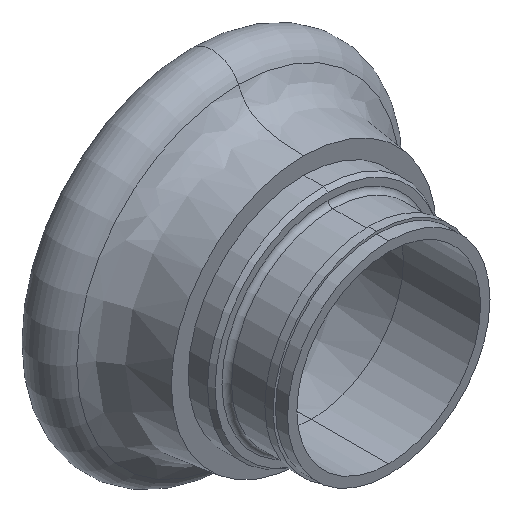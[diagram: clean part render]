
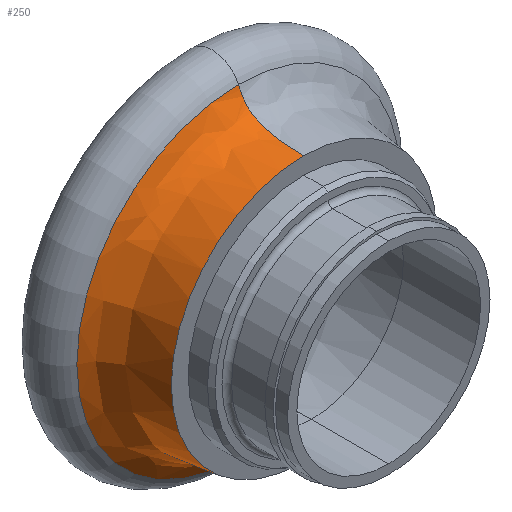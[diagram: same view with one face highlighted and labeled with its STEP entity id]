
A CAD part, isometric view. The second image highlights one B-rep face of the part: STEP entity #250.
In plain terms, the highlighted free-form (B-spline) face has degree [3, 3] with [4, 4] control points.
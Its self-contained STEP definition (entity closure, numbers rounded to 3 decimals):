
#3 = VERTEX_POINT ( 'NONE', #435 ) ;
#18 = AXIS2_PLACEMENT_3D ( 'NONE', #164, #624, #290 ) ;
#50 = CARTESIAN_POINT ( 'NONE',  ( -55., 5., 27.5 ) ) ;
#54 = VERTEX_POINT ( 'NONE', #678 ) ;
#84 = DIRECTION ( 'NONE',  ( 0., 1., 0. ) ) ;
#93 = EDGE_CURVE ( 'NONE', #314, #3, #98, .T. ) ;
#98 = CIRCLE ( 'NONE', #18, 27.5 ) ;
#108 = B_SPLINE_CURVE_WITH_KNOTS ( 'NONE', 3,
 ( #165, #680, #513, #296 ),
 .UNSPECIFIED., .F., .F.,
 ( 4, 4 ),
 ( 0., 1. ),
 .UNSPECIFIED. ) ;
#115 = CARTESIAN_POINT ( 'NONE',  ( 0., 5., 27.5 ) ) ;
#117 = CARTESIAN_POINT ( 'NONE',  ( -55., 5., -27.5 ) ) ;
#131 = CIRCLE ( 'NONE', #298, 33.536 ) ;
#140 = ORIENTED_EDGE ( 'NONE', *, *, #640, .T. ) ;
#164 = CARTESIAN_POINT ( 'NONE',  ( 0., 5., 0. ) ) ;
#165 = CARTESIAN_POINT ( 'NONE',  ( 0., 5., 27.5 ) ) ;
#187 = CARTESIAN_POINT ( 'NONE',  ( 0., 16.671, -27.5 ) ) ;
#191 = CARTESIAN_POINT ( 'NONE',  ( 0., 5., -27.5 ) ) ;
#196 = EDGE_CURVE ( 'NONE', #314, #54, #400, .T. ) ;
#204 = FACE_OUTER_BOUND ( 'NONE', #285, .T. ) ;
#234 = CARTESIAN_POINT ( 'NONE',  ( 0., 18.562, 33.536 ) ) ;
#243 = ORIENTED_EDGE ( 'NONE', *, *, #196, .F. ) ;
#250 = ADVANCED_FACE ( 'NONE', ( #204 ), #278, .F. ) ;
#251 = CARTESIAN_POINT ( 'NONE',  ( 0., 17.566, -31.4 ) ) ;
#278 =( BOUNDED_SURFACE ( )  B_SPLINE_SURFACE ( 3, 3, ( 
 ( #362, #117, #50, #115 ),
 ( #187, #633, #701, #521 ),
 ( #251, #637, #417, #466 ),
 ( #698, #365, #297, #308 ) ),
 .UNSPECIFIED., .F., .F., .T. ) 
 B_SPLINE_SURFACE_WITH_KNOTS ( ( 4, 4 ),
 ( 4, 4 ),
 ( 0., 1. ),
 ( 0., 1. ),
 .UNSPECIFIED. ) 
 GEOMETRIC_REPRESENTATION_ITEM ( )  RATIONAL_B_SPLINE_SURFACE ( (
 ( 1., 0.333, 0.333, 1.),
 ( 1., 0.333, 0.333, 1.),
 ( 1., 0.333, 0.333, 1.),
 ( 1., 0.333, 0.333, 1.) ) ) 
 REPRESENTATION_ITEM ( '' )  SURFACE ( )  );
#285 = EDGE_LOOP ( 'NONE', ( #725, #140, #295, #243 ) ) ;
#290 = DIRECTION ( 'NONE',  ( 0., 0., 1. ) ) ;
#295 = ORIENTED_EDGE ( 'NONE', *, *, #450, .F. ) ;
#296 = CARTESIAN_POINT ( 'NONE',  ( 0., 18.562, 33.536 ) ) ;
#297 = CARTESIAN_POINT ( 'NONE',  ( -67.071, 18.562, 33.536 ) ) ;
#298 = AXIS2_PLACEMENT_3D ( 'NONE', #721, #84, #491 ) ;
#308 = CARTESIAN_POINT ( 'NONE',  ( 0., 18.562, 33.536 ) ) ;
#314 = VERTEX_POINT ( 'NONE', #191 ) ;
#362 = CARTESIAN_POINT ( 'NONE',  ( 0., 5., -27.5 ) ) ;
#365 = CARTESIAN_POINT ( 'NONE',  ( -67.071, 18.562, -33.536 ) ) ;
#400 = B_SPLINE_CURVE_WITH_KNOTS ( 'NONE', 3,
 ( #756, #582, #752, #695 ),
 .UNSPECIFIED., .F., .F.,
 ( 4, 4 ),
 ( 0., 1. ),
 .UNSPECIFIED. ) ;
#417 = CARTESIAN_POINT ( 'NONE',  ( -62.8, 17.566, 31.4 ) ) ;
#435 = CARTESIAN_POINT ( 'NONE',  ( 0., 5., 27.5 ) ) ;
#450 = EDGE_CURVE ( 'NONE', #54, #691, #131, .T. ) ;
#466 = CARTESIAN_POINT ( 'NONE',  ( 0., 17.566, 31.4 ) ) ;
#491 = DIRECTION ( 'NONE',  ( 0., 0., 1. ) ) ;
#513 = CARTESIAN_POINT ( 'NONE',  ( 0., 17.566, 31.4 ) ) ;
#521 = CARTESIAN_POINT ( 'NONE',  ( 0., 16.671, 27.5 ) ) ;
#582 = CARTESIAN_POINT ( 'NONE',  ( 0., 16.671, -27.5 ) ) ;
#624 = DIRECTION ( 'NONE',  ( 0., 1., 0. ) ) ;
#633 = CARTESIAN_POINT ( 'NONE',  ( -55., 16.671, -27.5 ) ) ;
#637 = CARTESIAN_POINT ( 'NONE',  ( -62.8, 17.566, -31.4 ) ) ;
#640 = EDGE_CURVE ( 'NONE', #3, #691, #108, .T. ) ;
#678 = CARTESIAN_POINT ( 'NONE',  ( 0., 18.562, -33.536 ) ) ;
#680 = CARTESIAN_POINT ( 'NONE',  ( 0., 16.671, 27.5 ) ) ;
#691 = VERTEX_POINT ( 'NONE', #234 ) ;
#695 = CARTESIAN_POINT ( 'NONE',  ( 0., 18.562, -33.536 ) ) ;
#698 = CARTESIAN_POINT ( 'NONE',  ( 0., 18.562, -33.536 ) ) ;
#701 = CARTESIAN_POINT ( 'NONE',  ( -55., 16.671, 27.5 ) ) ;
#721 = CARTESIAN_POINT ( 'NONE',  ( 0., 18.562, 0. ) ) ;
#725 = ORIENTED_EDGE ( 'NONE', *, *, #93, .T. ) ;
#752 = CARTESIAN_POINT ( 'NONE',  ( 0., 17.566, -31.4 ) ) ;
#756 = CARTESIAN_POINT ( 'NONE',  ( 0., 5., -27.5 ) ) ;
